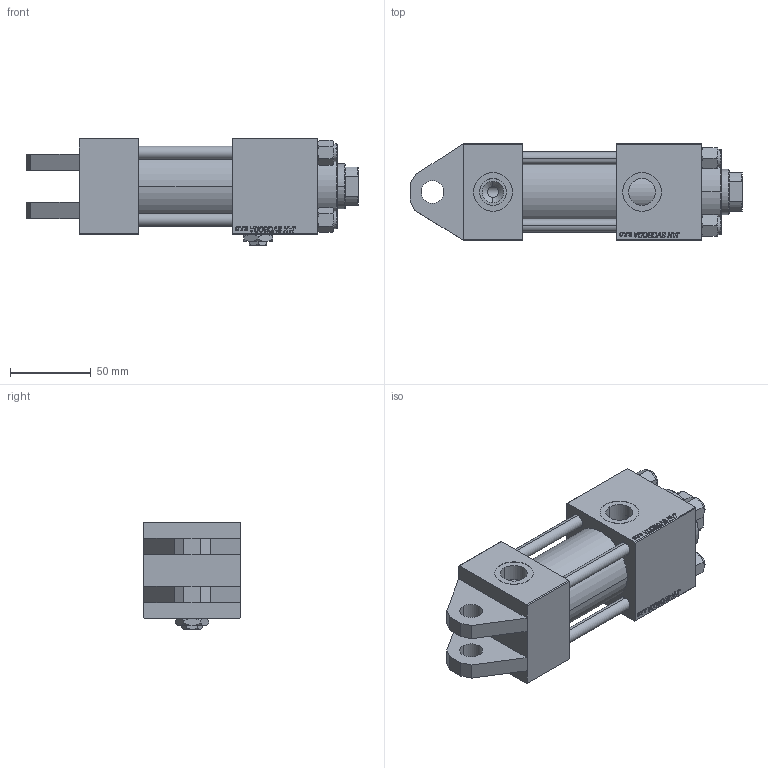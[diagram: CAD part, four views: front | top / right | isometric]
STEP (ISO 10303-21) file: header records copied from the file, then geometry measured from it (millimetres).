
FILE_DESCRIPTION (( 'STEP AP203' ), '1' );
FILE_NAME ('e923.STEP', '2023-08-23T17:41:52', ( '' ), ( '' ), 'SwSTEP 2.0', 'SolidWorks 2019', '' );
FILE_SCHEMA (( 'CONFIG_CONTROL_DESIGN' ));
Length unit declared in the file: millimetre
Products named in the file (7): V215CR_H_Body 145d5f5dee2fe4d205057bb2b27b2bb9; V215_VC_A 145d5f5dee2fe4d205057bb2b27b2bb9; Zatka_pro_OIL_PORT 145d5f5dee2fe4d205057bb2b27b2bb9; V215CR_TYCINKA_H 145d5f5dee2fe4d205057bb2b27b2bb9; V215CR_VCP_H 145d5f5dee2fe4d205057bb2b27b2bb9; NUT_M5_H 145d5f5dee2fe4d205057bb2b27b2bb9; e923
Assembly tree (12 placements, depth 2):
  e923
    V215CR_H_Body 145d5f5dee2fe4d205057bb2b27b2bb9
    V215CR_VCP_H 145d5f5dee2fe4d205057bb2b27b2bb9
    V215CR_TYCINKA_H 145d5f5dee2fe4d205057bb2b27b2bb9  x4
    NUT_M5_H 145d5f5dee2fe4d205057bb2b27b2bb9  x4
    V215_VC_A 145d5f5dee2fe4d205057bb2b27b2bb9
    Zatka_pro_OIL_PORT 145d5f5dee2fe4d205057bb2b27b2bb9
Bounding box: 206 x 60 x 67 mm (x, y, z)
Volume: 448637.4 mm3; surface area: 119961.5 mm2
Topology: 12 solids, 12 shells, 1177 faces, 2956 edges, 1913 vertices
Faces by surface type: plane 542, bspline 392, cone 148, cylinder 87, torus 8
Entity records: 51483 total; most frequent: CARTESIAN_POINT 27602, ORIENTED_EDGE 5404, DIRECTION 3414, EDGE_CURVE 2702, VERTEX_POINT 1769, LINE 1612, VECTOR 1612, EDGE_LOOP 1185
